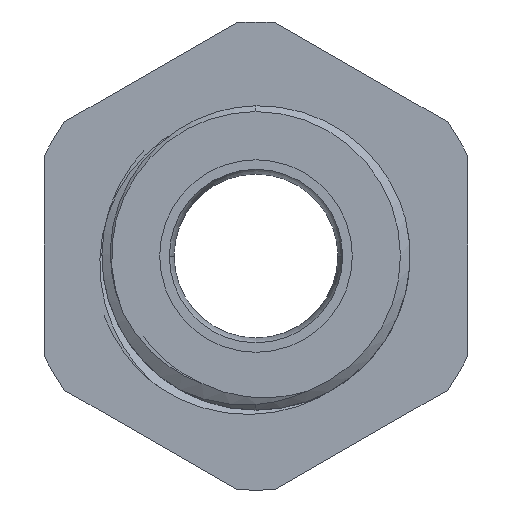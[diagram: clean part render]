
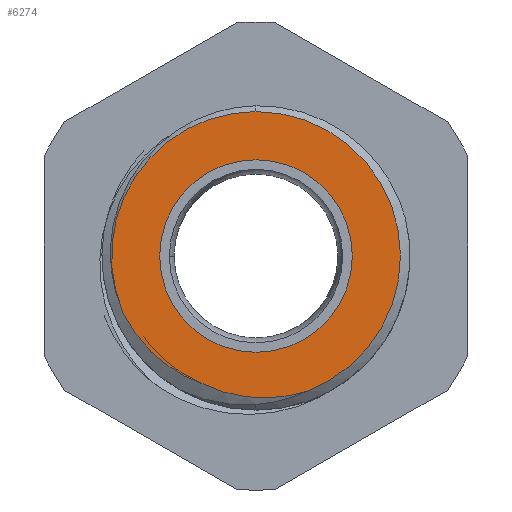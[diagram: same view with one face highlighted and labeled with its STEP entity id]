
A CAD part, front view. The second image highlights one B-rep face of the part: STEP entity #6274.
In plain terms, the highlighted planar face has unit normal (0, -1, 0).
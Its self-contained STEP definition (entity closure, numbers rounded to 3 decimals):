
#17 = CARTESIAN_POINT ( 'NONE',  ( -6.678, -8., -3.388 ) ) ;
#50 = DIRECTION ( 'NONE',  ( 0., 0., 1. ) ) ;
#149 = VERTEX_POINT ( 'NONE', #6791 ) ;
#329 = DIRECTION ( 'NONE',  ( 0., -1., 0. ) ) ;
#434 = VERTEX_POINT ( 'NONE', #4723 ) ;
#747 = CARTESIAN_POINT ( 'NONE',  ( -6.887, -8., -2.969 ) ) ;
#990 = DIRECTION ( 'NONE',  ( 0., 0., 1. ) ) ;
#1027 = DIRECTION ( 'NONE',  ( 0., -1., 0. ) ) ;
#1043 = CARTESIAN_POINT ( 'NONE',  ( 0., -8., 0. ) ) ;
#1125 = CARTESIAN_POINT ( 'NONE',  ( -1.043, -8., -7.234 ) ) ;
#1883 = CARTESIAN_POINT ( 'NONE',  ( -6.432, -8., -3.783 ) ) ;
#1929 = ORIENTED_EDGE ( 'NONE', *, *, #5718, .F. ) ;
#1954 = CARTESIAN_POINT ( 'NONE',  ( -2.805, -8., -6.615 ) ) ;
#2034 = CARTESIAN_POINT ( 'NONE',  ( 0.354, -8., -7.376 ) ) ;
#2114 = EDGE_CURVE ( 'NONE', #434, #3652, #6615, .T. ) ;
#2290 = FACE_BOUND ( 'NONE', #11451, .T. ) ;
#2336 = AXIS2_PLACEMENT_3D ( 'NONE', #1043, #1027, #990 ) ;
#2402 = CARTESIAN_POINT ( 'NONE',  ( 0., -8., 0. ) ) ;
#2437 = CIRCLE ( 'NONE', #7252, 5. ) ;
#2454 = DIRECTION ( 'NONE',  ( 0., -1., 0. ) ) ;
#2595 = CARTESIAN_POINT ( 'NONE',  ( 0., -8., 5. ) ) ;
#2810 = CARTESIAN_POINT ( 'NONE',  ( -5.547, -8., -4.874 ) ) ;
#2921 = CARTESIAN_POINT ( 'NONE',  ( -2.383, -8., -6.824 ) ) ;
#2959 = CARTESIAN_POINT ( 'NONE',  ( 1.517, -8., -7.281 ) ) ;
#3320 = AXIS2_PLACEMENT_3D ( 'NONE', #2402, #8741, #3340 ) ;
#3340 = DIRECTION ( 'NONE',  ( 0., 0., -1. ) ) ;
#3652 = VERTEX_POINT ( 'NONE', #747 ) ;
#3693 = VERTEX_POINT ( 'NONE', #2595 ) ;
#3697 = CARTESIAN_POINT ( 'NONE',  ( 0., -8., 0. ) ) ;
#3744 = CARTESIAN_POINT ( 'NONE',  ( -4.48, -8., -5.775 ) ) ;
#3895 = FACE_OUTER_BOUND ( 'NONE', #8564, .T. ) ;
#3904 = CARTESIAN_POINT ( 'NONE',  ( 2.208, -8., -7.144 ) ) ;
#4034 = VERTEX_POINT ( 'NONE', #7629 ) ;
#4307 = AXIS2_PLACEMENT_3D ( 'NONE', #3697, #5592, #50 ) ;
#4636 = AXIS2_PLACEMENT_3D ( 'NONE', #5875, #329, #6819 ) ;
#4661 = PLANE ( 'NONE',  #4307 ) ;
#4668 = CARTESIAN_POINT ( 'NONE',  ( -3.25, -8., -6.456 ) ) ;
#4723 = CARTESIAN_POINT ( 'NONE',  ( 0., -8., 7.5 ) ) ;
#4827 = CARTESIAN_POINT ( 'NONE',  ( 2.654, -8., -7.015 ) ) ;
#5592 = DIRECTION ( 'NONE',  ( 0., 1., 0. ) ) ;
#5603 = CIRCLE ( 'NONE', #4636, 7.5 ) ;
#5718 = EDGE_CURVE ( 'NONE', #3693, #6174, #2437, .T. ) ;
#5875 = CARTESIAN_POINT ( 'NONE',  ( 0., -8., 0. ) ) ;
#6174 = VERTEX_POINT ( 'NONE', #11375 ) ;
#6274 = ADVANCED_FACE ( 'NONE', ( #2290, #3895 ), #4661, .F. ) ;
#6382 = EDGE_CURVE ( 'NONE', #149, #4034, #11619, .T. ) ;
#6508 = CARTESIAN_POINT ( 'NONE',  ( -6.887, -8., -2.969 ) ) ;
#6615 = CIRCLE ( 'NONE', #2336, 7.5 ) ;
#6671 = CARTESIAN_POINT ( 'NONE',  ( -1.946, -8., -6.989 ) ) ;
#6791 = CARTESIAN_POINT ( 'NONE',  ( -2.805, -8., -6.615 ) ) ;
#6819 = DIRECTION ( 'NONE',  ( 0., 0., 1. ) ) ;
#7252 = AXIS2_PLACEMENT_3D ( 'NONE', #7921, #2454, #8787 ) ;
#7289 = ORIENTED_EDGE ( 'NONE', *, *, #9721, .T. ) ;
#7336 = ORIENTED_EDGE ( 'NONE', *, *, #2114, .T. ) ;
#7524 = EDGE_CURVE ( 'NONE', #4034, #434, #5603, .T. ) ;
#7551 = CARTESIAN_POINT ( 'NONE',  ( -0.575, -8., -7.312 ) ) ;
#7568 = ORIENTED_EDGE ( 'NONE', *, *, #7524, .T. ) ;
#7629 = CARTESIAN_POINT ( 'NONE',  ( 2.654, -8., -7.015 ) ) ;
#7840 = B_SPLINE_CURVE_WITH_KNOTS ( 'NONE', 3,
 ( #6508, #17, #1883, #8255, #2810, #9123, #3744, #9990, #4668, #10837 ),
 .UNSPECIFIED., .F., .F.,
 ( 4, 2, 2, 2, 4 ),
 ( 0.002, 0.004, 0.005, 0.007, 0.008 ),
 .UNSPECIFIED. ) ;
#7921 = CARTESIAN_POINT ( 'NONE',  ( 0., -8., 0. ) ) ;
#8194 = EDGE_CURVE ( 'NONE', #6174, #3693, #9719, .T. ) ;
#8255 = CARTESIAN_POINT ( 'NONE',  ( -5.868, -8., -4.524 ) ) ;
#8393 = CARTESIAN_POINT ( 'NONE',  ( 0.819, -8., -7.364 ) ) ;
#8564 = EDGE_LOOP ( 'NONE', ( #7568, #7336, #7289, #11353 ) ) ;
#8741 = DIRECTION ( 'NONE',  ( 0., -1., 0. ) ) ;
#8787 = DIRECTION ( 'NONE',  ( 0., 0., -1. ) ) ;
#8799 = ORIENTED_EDGE ( 'NONE', *, *, #8194, .F. ) ;
#9123 = CARTESIAN_POINT ( 'NONE',  ( -4.853, -8., -5.499 ) ) ;
#9265 = CARTESIAN_POINT ( 'NONE',  ( 1.75, -8., -7.243 ) ) ;
#9719 = CIRCLE ( 'NONE', #3320, 5. ) ;
#9721 = EDGE_CURVE ( 'NONE', #3652, #149, #7840, .T. ) ;
#9990 = CARTESIAN_POINT ( 'NONE',  ( -3.679, -8., -6.254 ) ) ;
#10140 = CARTESIAN_POINT ( 'NONE',  ( 2.433, -8., -7.084 ) ) ;
#10837 = CARTESIAN_POINT ( 'NONE',  ( -2.805, -8., -6.615 ) ) ;
#11353 = ORIENTED_EDGE ( 'NONE', *, *, #6382, .T. ) ;
#11375 = CARTESIAN_POINT ( 'NONE',  ( 0., -8., -5. ) ) ;
#11451 = EDGE_LOOP ( 'NONE', ( #8799, #1929 ) ) ;
#11619 = B_SPLINE_CURVE_WITH_KNOTS ( 'NONE', 3,
 ( #1954, #2921, #6671, #1125, #7551, #2034, #8393, #2959, #9265, #3904, #10140, #4827 ),
 .UNSPECIFIED., .F., .F.,
 ( 4, 2, 2, 2, 2, 4 ),
 ( 0., 0.001, 0.003, 0.004, 0.005, 0.006 ),
 .UNSPECIFIED. ) ;
